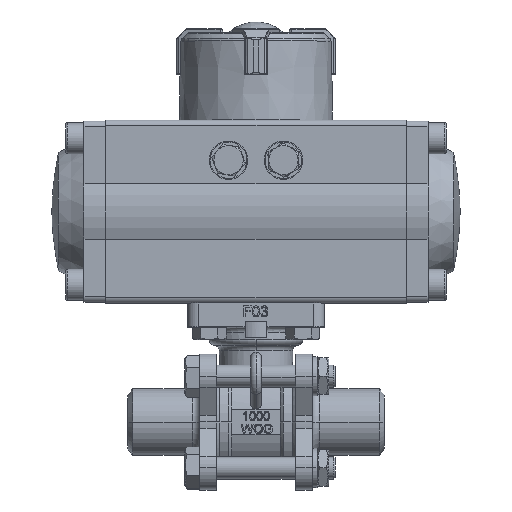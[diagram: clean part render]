
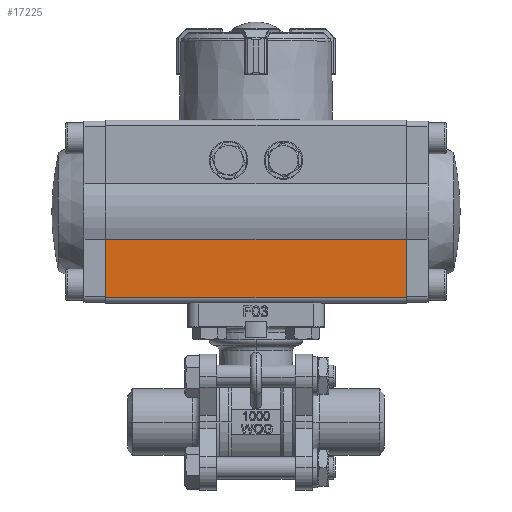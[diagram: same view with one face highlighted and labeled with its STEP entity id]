
A CAD part, top view. The second image highlights one B-rep face of the part: STEP entity #17225.
In plain terms, the highlighted face is planar.
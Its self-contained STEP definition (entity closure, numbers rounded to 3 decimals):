
#2078=LINE('',#32801,#3073);
#2083=LINE('',#32818,#3078);
#2084=LINE('',#32820,#3079);
#2085=LINE('',#32822,#3080);
#3073=VECTOR('',#22468,1000.);
#3078=VECTOR('',#22489,1000.);
#3079=VECTOR('',#22490,1000.);
#3080=VECTOR('',#22491,1000.);
#6367=ORIENTED_EDGE('',*,*,#9857,.T.);
#6368=ORIENTED_EDGE('',*,*,#9858,.T.);
#6369=ORIENTED_EDGE('',*,*,#9859,.F.);
#6370=ORIENTED_EDGE('',*,*,#9850,.F.);
#9850=EDGE_CURVE('',#11816,#11814,#2078,.T.);
#9857=EDGE_CURVE('',#11816,#11821,#2083,.T.);
#9858=EDGE_CURVE('',#11821,#11822,#2084,.T.);
#9859=EDGE_CURVE('',#11814,#11822,#2085,.T.);
#11814=VERTEX_POINT('',#32796);
#11816=VERTEX_POINT('',#32800);
#11821=VERTEX_POINT('',#32819);
#11822=VERTEX_POINT('',#32821);
#14059=EDGE_LOOP('',(#6367,#6368,#6369,#6370));
#15472=FACE_BOUND('',#14059,.T.);
#16397=PLANE('',#19073);
#17225=ADVANCED_FACE('',(#15472),#16397,.F.);
#19073=AXIS2_PLACEMENT_3D('',#32817,#22487,#22488);
#22468=DIRECTION('',(0.,0.,1.));
#22487=DIRECTION('',(1.,0.,0.));
#22488=DIRECTION('',(0.,1.,0.));
#22489=DIRECTION('',(0.,-1.,0.));
#22490=DIRECTION('',(0.,0.,1.));
#22491=DIRECTION('',(0.,-1.,0.));
#32796=CARTESIAN_POINT('',(-18.5,-7.599,41.));
#32800=CARTESIAN_POINT('',(-18.5,-7.599,-41.));
#32801=CARTESIAN_POINT('',(-18.5,-7.599,0.));
#32817=CARTESIAN_POINT('',(-18.5,7.599,0.));
#32818=CARTESIAN_POINT('',(-18.5,-15.55,-41.));
#32819=CARTESIAN_POINT('',(-18.5,-23.5,-41.));
#32820=CARTESIAN_POINT('',(-18.5,-23.5,0.));
#32821=CARTESIAN_POINT('',(-18.5,-23.5,41.));
#32822=CARTESIAN_POINT('',(-18.5,-15.55,41.));
